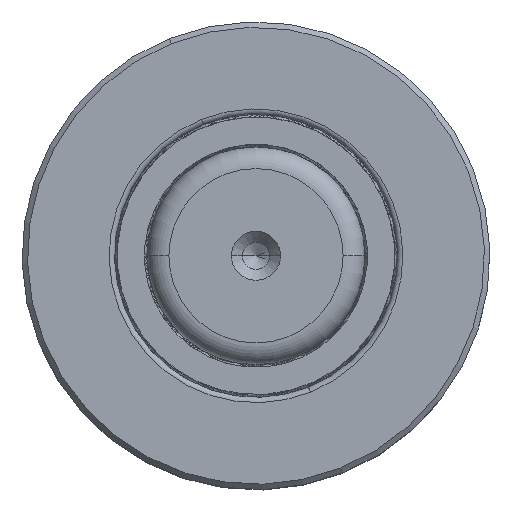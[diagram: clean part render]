
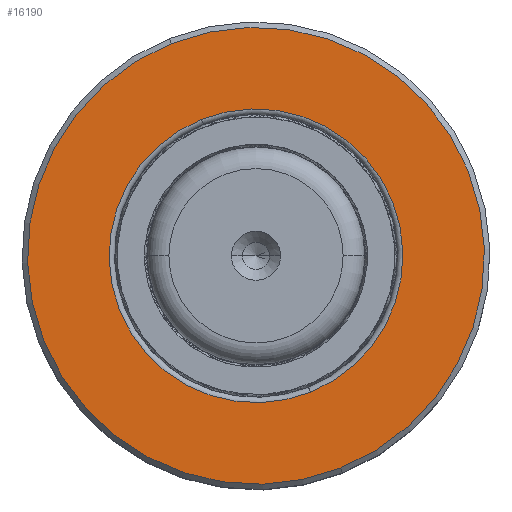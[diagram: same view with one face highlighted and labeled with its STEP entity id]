
A CAD part, top view. The second image highlights one B-rep face of the part: STEP entity #16190.
In plain terms, the highlighted face is planar.
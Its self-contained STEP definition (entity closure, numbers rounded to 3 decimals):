
#1801 = AXIS2_PLACEMENT_3D ( 'NONE', #19785, #30899, #33723 ) ;
#2665 = PLANE ( 'NONE',  #17067 ) ;
#2875 = CIRCLE ( 'NONE', #1801, 21. ) ;
#3711 = DIRECTION ( 'NONE',  ( 0., 1., 0. ) ) ;
#3777 = DIRECTION ( 'NONE',  ( 0., -1., 0. ) ) ;
#3798 = CARTESIAN_POINT ( 'NONE',  ( 0., 10.687, 21. ) ) ;
#3898 = CIRCLE ( 'NONE', #35145, 21. ) ;
#7032 = EDGE_LOOP ( 'NONE', ( #31857, #33760 ) ) ;
#7093 = VERTEX_POINT ( 'NONE', #10796 ) ;
#7326 = EDGE_LOOP ( 'NONE', ( #10084, #20295 ) ) ;
#8466 = EDGE_CURVE ( 'NONE', #27750, #34076, #3898, .T. ) ;
#10084 = ORIENTED_EDGE ( 'NONE', *, *, #12007, .T. ) ;
#10796 = CARTESIAN_POINT ( 'NONE',  ( 0., 10.687, -13.5 ) ) ;
#12007 = EDGE_CURVE ( 'NONE', #7093, #16692, #30280, .T. ) ;
#12274 = CARTESIAN_POINT ( 'NONE',  ( 0., 10.687, 0. ) ) ;
#12297 = CARTESIAN_POINT ( 'NONE',  ( 0., 10.687, 0. ) ) ;
#12534 = AXIS2_PLACEMENT_3D ( 'NONE', #12274, #3777, #26698 ) ;
#14224 = CARTESIAN_POINT ( 'NONE',  ( 21., 10.687, 0. ) ) ;
#15393 = DIRECTION ( 'NONE',  ( 0., -1., 0. ) ) ;
#16190 = ADVANCED_FACE ( 'NONE', ( #20499, #31970 ), #2665, .T. ) ;
#16692 = VERTEX_POINT ( 'NONE', #23520 ) ;
#17067 = AXIS2_PLACEMENT_3D ( 'NONE', #14224, #3711, #25307 ) ;
#19543 = DIRECTION ( 'NONE',  ( 0., 0., -1. ) ) ;
#19785 = CARTESIAN_POINT ( 'NONE',  ( 0., 10.687, 0. ) ) ;
#19898 = CIRCLE ( 'NONE', #29943, 13.5 ) ;
#20295 = ORIENTED_EDGE ( 'NONE', *, *, #34458, .T. ) ;
#20499 = FACE_BOUND ( 'NONE', #7326, .T. ) ;
#23520 = CARTESIAN_POINT ( 'NONE',  ( 0., 10.687, 13.5 ) ) ;
#25307 = DIRECTION ( 'NONE',  ( 0., 0., 1. ) ) ;
#26645 = EDGE_CURVE ( 'NONE', #34076, #27750, #2875, .T. ) ;
#26698 = DIRECTION ( 'NONE',  ( 0., 0., -1. ) ) ;
#27750 = VERTEX_POINT ( 'NONE', #36004 ) ;
#29943 = AXIS2_PLACEMENT_3D ( 'NONE', #33483, #30536, #19543 ) ;
#30280 = CIRCLE ( 'NONE', #12534, 13.5 ) ;
#30536 = DIRECTION ( 'NONE',  ( 0., -1., 0. ) ) ;
#30899 = DIRECTION ( 'NONE',  ( 0., -1., 0. ) ) ;
#31857 = ORIENTED_EDGE ( 'NONE', *, *, #8466, .F. ) ;
#31970 = FACE_OUTER_BOUND ( 'NONE', #7032, .T. ) ;
#32015 = DIRECTION ( 'NONE',  ( 0., 0., -1. ) ) ;
#33483 = CARTESIAN_POINT ( 'NONE',  ( 0., 10.687, 0. ) ) ;
#33723 = DIRECTION ( 'NONE',  ( 0., 0., -1. ) ) ;
#33760 = ORIENTED_EDGE ( 'NONE', *, *, #26645, .F. ) ;
#34076 = VERTEX_POINT ( 'NONE', #3798 ) ;
#34458 = EDGE_CURVE ( 'NONE', #16692, #7093, #19898, .T. ) ;
#35145 = AXIS2_PLACEMENT_3D ( 'NONE', #12297, #15393, #32015 ) ;
#36004 = CARTESIAN_POINT ( 'NONE',  ( 0., 10.687, -21. ) ) ;
